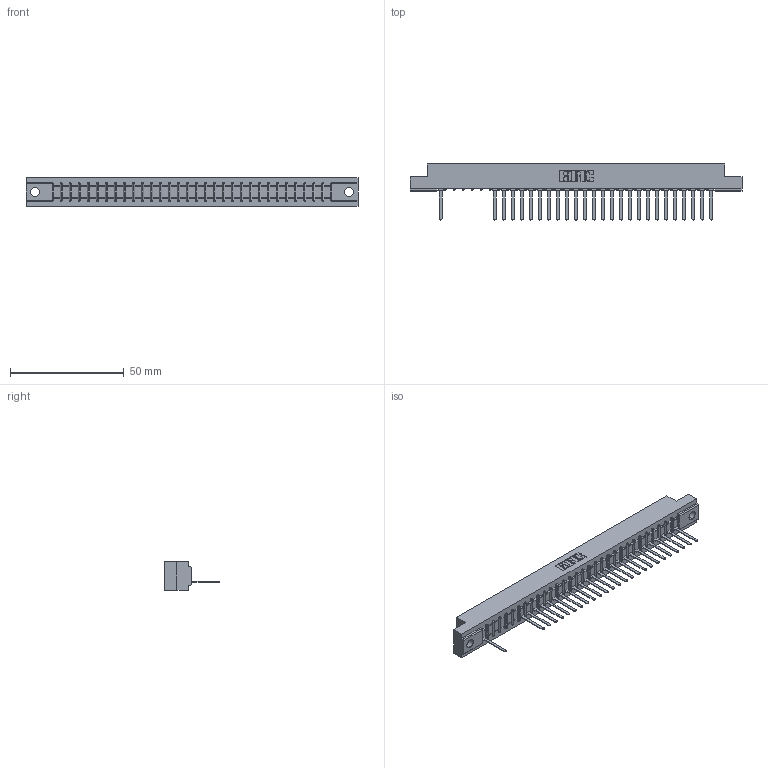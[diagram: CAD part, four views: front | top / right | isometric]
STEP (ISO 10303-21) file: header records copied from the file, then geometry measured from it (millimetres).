
FILE_DESCRIPTION (( 'STEP AP203' ), '1' );
FILE_NAME ('357-031-541-104.STEP', '2018-08-09T22:43:54', ( '' ), ( '' ), 'SwSTEP 2.0', 'SolidWorks 2016', '' );
FILE_SCHEMA (( 'CONFIG_CONTROL_DESIGN' ));
Length unit declared in the file: inch
Products named in the file (3): 307 Part_.156 Dia Mounting Holes; 307-290-002_541; 357-031-541-104
Assembly tree (27 placements, depth 2):
  357-031-541-104
    307 Part_.156 Dia Mounting Holes
    307-290-002_541  x26
Bounding box: 145.85 x 24.59 x 12.7 mm (x, y, z)
Volume: 15348.2 mm3; surface area: 18438.6 mm2
Topology: 27 solids, 27 shells, 2188 faces, 6711 edges, 4386 vertices
Faces by surface type: plane 1314, cylinder 810, sphere 64
Entity records: 28908 total; most frequent: CARTESIAN_POINT 4901, ORIENTED_EDGE 4894, DIRECTION 4753, EDGE_CURVE 2447, VECTOR 1877, LINE 1877, VERTEX_POINT 1586, AXIS2_PLACEMENT_3D 1438
